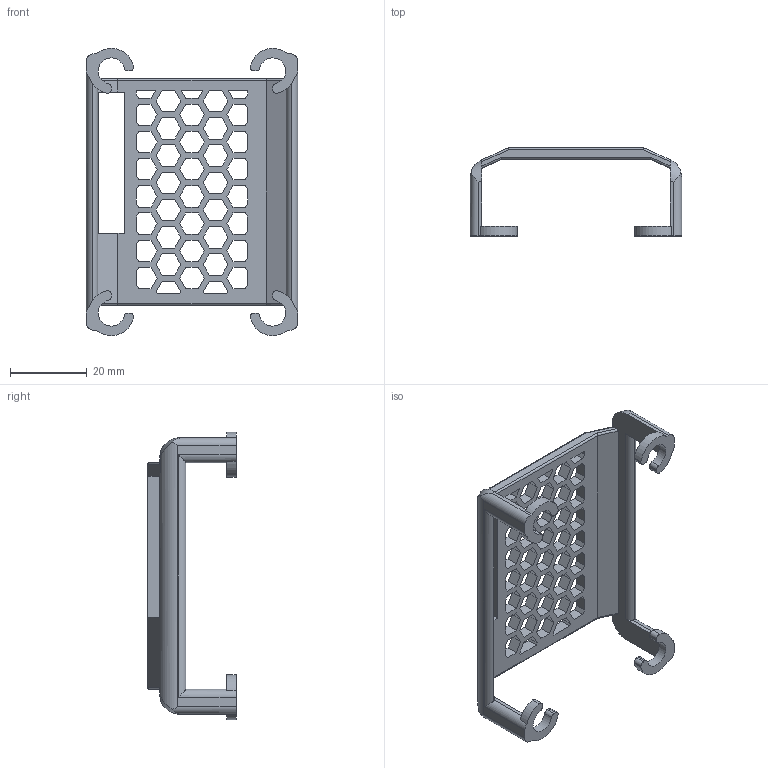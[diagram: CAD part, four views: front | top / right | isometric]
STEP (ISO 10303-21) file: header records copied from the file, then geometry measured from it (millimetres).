
FILE_DESCRIPTION (( 'STEP AP203' ), '1' );
FILE_NAME ('sheild_Default_sldprt.STEP', '2021-01-18T18:44:13', ( '' ), ( '' ), 'SwSTEP 2.0', 'SolidWorks 2020', '' );
FILE_SCHEMA (( 'CONFIG_CONTROL_DESIGN' ));
Length unit declared in the file: millimetre
Products named in the file (1): sheild_Default_sldprt
Bounding box: 55 x 23 x 74.8 mm (x, y, z)
Volume: 8047.7 mm3; surface area: 9755.3 mm2
Topology: 1 solids, 1 shells, 352 faces, 1046 edges, 694 vertices
Faces by surface type: plane 290, cylinder 62
Entity records: 11887 total; most frequent: CARTESIAN_POINT 2237, ORIENTED_EDGE 2092, DIRECTION 1792, EDGE_CURVE 1046, LINE 926, VECTOR 926, VERTEX_POINT 694, AXIS2_PLACEMENT_3D 433
